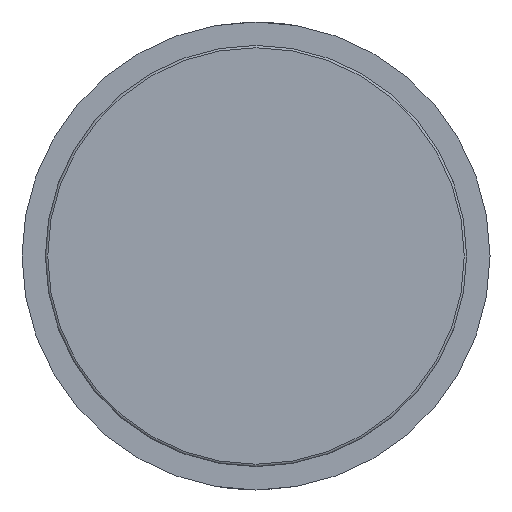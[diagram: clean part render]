
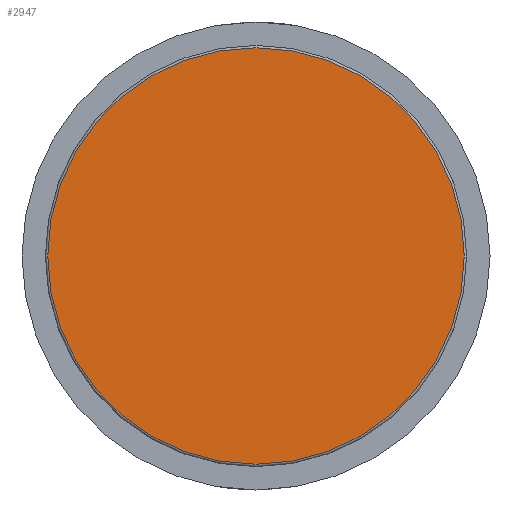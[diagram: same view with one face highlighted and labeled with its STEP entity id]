
A CAD part, left-side view. The second image highlights one B-rep face of the part: STEP entity #2947.
In plain terms, the highlighted face is planar.
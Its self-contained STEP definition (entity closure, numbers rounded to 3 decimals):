
#360=PLANE('',#3365);
#880=FACE_OUTER_BOUND('',#1044,.T.);
#1044=EDGE_LOOP('',(#2770,#2771));
#1216=CIRCLE('',#3359,44.5);
#1221=CIRCLE('',#3364,44.5);
#1493=VERTEX_POINT('',#6078);
#1494=VERTEX_POINT('',#6079);
#1919=EDGE_CURVE('',#1493,#1494,#1216,.T.);
#1924=EDGE_CURVE('',#1494,#1493,#1221,.T.);
#2770=ORIENTED_EDGE('',*,*,#1919,.F.);
#2771=ORIENTED_EDGE('',*,*,#1924,.F.);
#2947=ADVANCED_FACE('',(#880),#360,.T.);
#3359=AXIS2_PLACEMENT_3D('',#6080,#4154,#4155);
#3364=AXIS2_PLACEMENT_3D('',#6088,#4164,#4165);
#3365=AXIS2_PLACEMENT_3D('',#6089,#4166,#4167);
#4154=DIRECTION('center_axis',(0.,0.,
1.));
#4155=DIRECTION('ref_axis',(1.,0.,0.));
#4164=DIRECTION('center_axis',(0.,0.,
1.));
#4165=DIRECTION('ref_axis',(1.,0.,0.));
#4166=DIRECTION('center_axis',(0.,0.,
-1.));
#4167=DIRECTION('ref_axis',(0.,1.,0.));
#6078=CARTESIAN_POINT('',(-44.5,0.,-74.182));
#6079=CARTESIAN_POINT('',(0.,-44.5,-74.182));
#6080=CARTESIAN_POINT('Origin',(0.,0.,
-74.182));
#6088=CARTESIAN_POINT('Origin',(0.,0.,
-74.182));
#6089=CARTESIAN_POINT('Origin',(-22.5,0.,-74.182));
